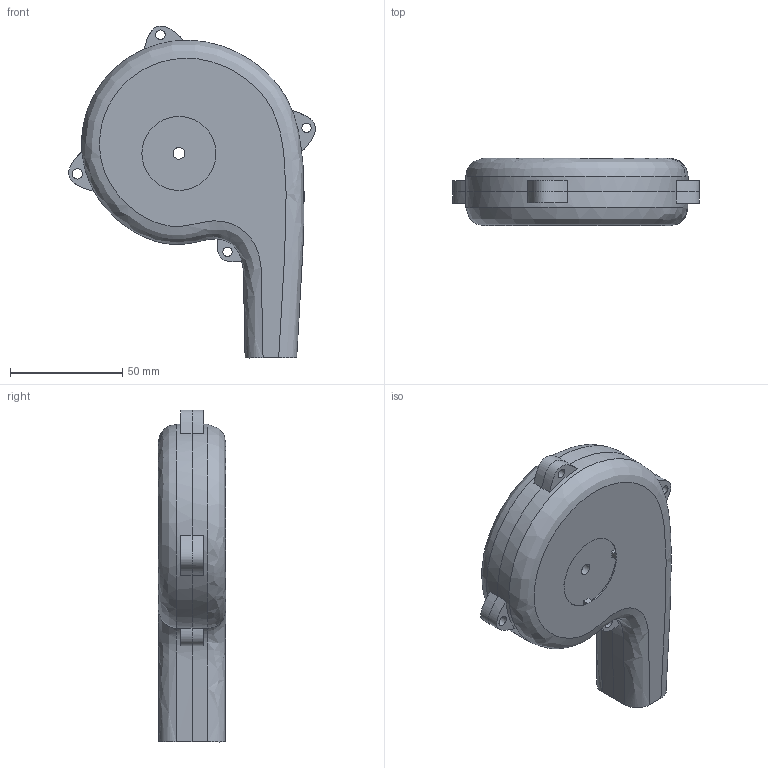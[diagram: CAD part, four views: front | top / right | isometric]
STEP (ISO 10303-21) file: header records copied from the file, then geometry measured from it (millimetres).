
FILE_DESCRIPTION(/* description */ (''),/* implementation_level */ '2;1');
FILE_NAME(/* name */ 'Blower V9 v1.step',/* time_stamp */ '2020-04-24T12:36:19+02:00',/* author */ (''),/* organization */ (''),/* preprocessor_version */ 'ST-DEVELOPER v18.1',/* originating_system */ 'Autodesk Translation Framework v9.2.0.1227',/* authorisation */ '');
FILE_SCHEMA (('AUTOMOTIVE_DESIGN { 1 0 10303 214 3 1 1 }'));
Length unit declared in the file: millimetre
Products named in the file (4): Blower V9; bottom; propeller; top
Assembly tree (3 placements, depth 3):
  Blower V9
    bottom
      propeller
    top
Bounding box: 109.95 x 30 x 148.01 mm (x, y, z)
Volume: 76399.1 mm3; surface area: 67723.5 mm2
Topology: 3 solids, 3 shells, 124 faces, 326 edges, 210 vertices
Faces by surface type: bspline 45, plane 44, cylinder 31, torus 4
Full cylindrical faces by diameter (mm): 4.2 x6, 4.602 x2, 5.2 x1, 14 x1, 40 x1, 59.532 x1
Entity records: 10023 total; most frequent: CARTESIAN_POINT 7185, ORIENTED_EDGE 652, DIRECTION 452, EDGE_CURVE 326, VERTEX_POINT 210, AXIS2_PLACEMENT_3D 162, EDGE_LOOP 148, LINE 128
